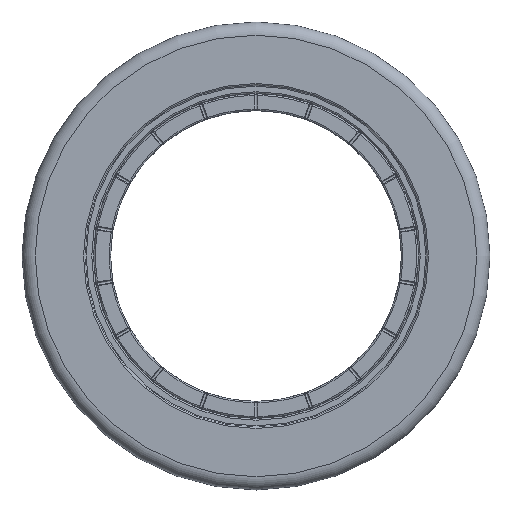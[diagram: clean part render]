
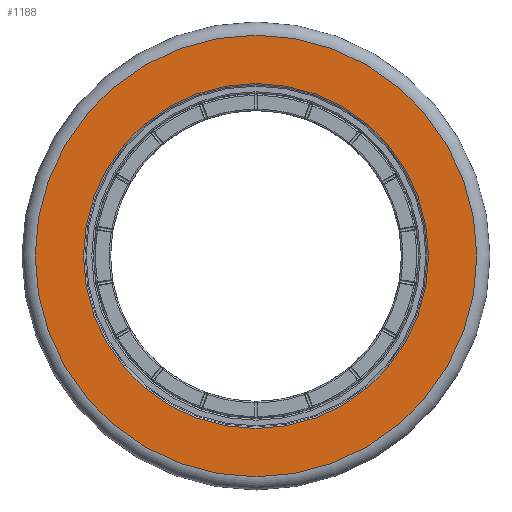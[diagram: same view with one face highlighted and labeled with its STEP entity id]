
A CAD part, front view. The second image highlights one B-rep face of the part: STEP entity #1188.
In plain terms, the highlighted planar face has unit normal (0, -1, 0).
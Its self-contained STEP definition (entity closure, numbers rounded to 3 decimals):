
#359=PLANE('',#4931);
#1188=ADVANCED_FACE('',(#1287,#1288),#359,.F.);
#1287=FACE_BOUND('',#1594,.T.);
#1288=FACE_BOUND('',#1595,.T.);
#1594=EDGE_LOOP('',(#3156));
#1595=EDGE_LOOP('',(#3157));
#3156=ORIENTED_EDGE('',*,*,#4222,.T.);
#3157=ORIENTED_EDGE('',*,*,#4223,.T.);
#3564=VERTEX_POINT('',#18349);
#3565=VERTEX_POINT('',#18351);
#4222=EDGE_CURVE('',#3564,#3564,#4492,.T.);
#4223=EDGE_CURVE('',#3565,#3565,#4493,.T.);
#4492=CIRCLE('',#4929,26.1);
#4493=CIRCLE('',#4930,33.4);
#4929=AXIS2_PLACEMENT_3D('',#18348,#5948,#5949);
#4930=AXIS2_PLACEMENT_3D('',#18350,#5950,#5951);
#4931=AXIS2_PLACEMENT_3D('',#18352,#5952,#5953);
#5948=DIRECTION('',(0.,1.,0.));
#5949=DIRECTION('',(0.,0.,1.));
#5950=DIRECTION('',(0.,-1.,0.));
#5951=DIRECTION('',(0.,0.,1.));
#5952=DIRECTION('',(0.,1.,0.));
#5953=DIRECTION('',(0.,0.,1.));
#18348=CARTESIAN_POINT('',(0.,-0.3,0.));
#18349=CARTESIAN_POINT('',(0.,-0.3,26.1));
#18350=CARTESIAN_POINT('',(0.,-0.3,0.));
#18351=CARTESIAN_POINT('',(0.,-0.3,33.4));
#18352=CARTESIAN_POINT('',(0.,-0.3,35.4));
